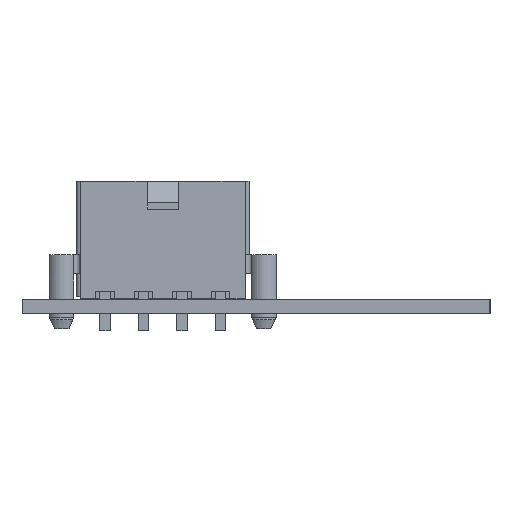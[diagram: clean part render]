
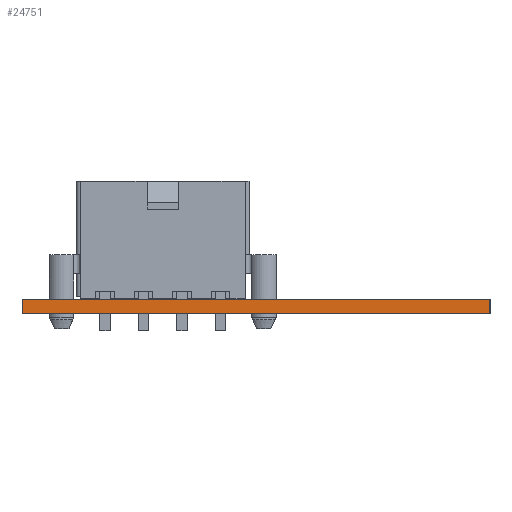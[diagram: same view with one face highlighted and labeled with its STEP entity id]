
A CAD part, left-side view. The second image highlights one B-rep face of the part: STEP entity #24751.
In plain terms, the highlighted planar face has unit normal (-1, 0, 0).
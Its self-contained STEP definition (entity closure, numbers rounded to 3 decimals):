
#20065 = PLANE('',#20066);
#20066 = AXIS2_PLACEMENT_3D('',#20067,#20068,#20069);
#20067 = CARTESIAN_POINT('',(0.,51.,0.));
#20068 = DIRECTION('',(0.,1.,0.));
#20069 = DIRECTION('',(1.,0.,0.));
#20093 = PLANE('',#20094);
#20094 = AXIS2_PLACEMENT_3D('',#20095,#20096,#20097);
#20095 = CARTESIAN_POINT('',(26.89,25.5,1.6));
#20096 = DIRECTION('',(-0.,-0.,-1.));
#20097 = DIRECTION('',(-1.,0.,0.));
#20147 = PLANE('',#20148);
#20148 = AXIS2_PLACEMENT_3D('',#20149,#20150,#20151);
#20149 = CARTESIAN_POINT('',(26.89,25.5,0.));
#20150 = DIRECTION('',(-0.,-0.,-1.));
#20151 = DIRECTION('',(-1.,0.,0.));
#20162 = EDGE_CURVE('',#20163,#20165,#20167,.T.);
#20163 = VERTEX_POINT('',#20164);
#20164 = CARTESIAN_POINT('',(0.,51.,0.));
#20165 = VERTEX_POINT('',#20166);
#20166 = CARTESIAN_POINT('',(0.,51.,1.6));
#20167 = SURFACE_CURVE('',#20168,(#20172,#20179),.PCURVE_S1.);
#20168 = LINE('',#20169,#20170);
#20169 = CARTESIAN_POINT('',(0.,51.,0.));
#20170 = VECTOR('',#20171,1.);
#20171 = DIRECTION('',(0.,0.,1.));
#20172 = PCURVE('',#20065,#20173);
#20173 = DEFINITIONAL_REPRESENTATION('',(#20174),#20178);
#20174 = LINE('',#20175,#20176);
#20175 = CARTESIAN_POINT('',(0.,0.));
#20176 = VECTOR('',#20177,1.);
#20177 = DIRECTION('',(0.,-1.));
#20178 = ( GEOMETRIC_REPRESENTATION_CONTEXT(2) 
PARAMETRIC_REPRESENTATION_CONTEXT() REPRESENTATION_CONTEXT('2D SPACE',''
  ) );
#20179 = PCURVE('',#20180,#20185);
#20180 = PLANE('',#20181);
#20181 = AXIS2_PLACEMENT_3D('',#20182,#20183,#20184);
#20182 = CARTESIAN_POINT('',(0.,0.,0.));
#20183 = DIRECTION('',(-1.,0.,0.));
#20184 = DIRECTION('',(0.,1.,0.));
#20185 = DEFINITIONAL_REPRESENTATION('',(#20186),#20190);
#20186 = LINE('',#20187,#20188);
#20187 = CARTESIAN_POINT('',(51.,0.));
#20188 = VECTOR('',#20189,1.);
#20189 = DIRECTION('',(0.,-1.));
#20190 = ( GEOMETRIC_REPRESENTATION_CONTEXT(2) 
PARAMETRIC_REPRESENTATION_CONTEXT() REPRESENTATION_CONTEXT('2D SPACE',''
  ) );
#20340 = VERTEX_POINT('',#20341);
#20341 = CARTESIAN_POINT('',(0.,-0.,0.));
#20355 = PLANE('',#20356);
#20356 = AXIS2_PLACEMENT_3D('',#20357,#20358,#20359);
#20357 = CARTESIAN_POINT('',(17.78,0.,0.));
#20358 = DIRECTION('',(0.,-1.,0.));
#20359 = DIRECTION('',(-1.,0.,0.));
#20367 = EDGE_CURVE('',#20340,#20163,#20368,.T.);
#20368 = SURFACE_CURVE('',#20369,(#20373,#20380),.PCURVE_S1.);
#20369 = LINE('',#20370,#20371);
#20370 = CARTESIAN_POINT('',(0.,-0.,0.));
#20371 = VECTOR('',#20372,1.);
#20372 = DIRECTION('',(0.,1.,0.));
#20373 = PCURVE('',#20147,#20374);
#20374 = DEFINITIONAL_REPRESENTATION('',(#20375),#20379);
#20375 = LINE('',#20376,#20377);
#20376 = CARTESIAN_POINT('',(26.89,-25.5));
#20377 = VECTOR('',#20378,1.);
#20378 = DIRECTION('',(0.,1.));
#20379 = ( GEOMETRIC_REPRESENTATION_CONTEXT(2) 
PARAMETRIC_REPRESENTATION_CONTEXT() REPRESENTATION_CONTEXT('2D SPACE',''
  ) );
#20380 = PCURVE('',#20180,#20381);
#20381 = DEFINITIONAL_REPRESENTATION('',(#20382),#20386);
#20382 = LINE('',#20383,#20384);
#20383 = CARTESIAN_POINT('',(0.,0.));
#20384 = VECTOR('',#20385,1.);
#20385 = DIRECTION('',(1.,0.));
#20386 = ( GEOMETRIC_REPRESENTATION_CONTEXT(2) 
PARAMETRIC_REPRESENTATION_CONTEXT() REPRESENTATION_CONTEXT('2D SPACE',''
  ) );
#22728 = VERTEX_POINT('',#22729);
#22729 = CARTESIAN_POINT('',(0.,0.,1.6));
#22750 = EDGE_CURVE('',#22728,#20165,#22751,.T.);
#22751 = SURFACE_CURVE('',#22752,(#22756,#22763),.PCURVE_S1.);
#22752 = LINE('',#22753,#22754);
#22753 = CARTESIAN_POINT('',(0.,0.,1.6));
#22754 = VECTOR('',#22755,1.);
#22755 = DIRECTION('',(0.,1.,0.));
#22756 = PCURVE('',#20093,#22757);
#22757 = DEFINITIONAL_REPRESENTATION('',(#22758),#22762);
#22758 = LINE('',#22759,#22760);
#22759 = CARTESIAN_POINT('',(26.89,-25.5));
#22760 = VECTOR('',#22761,1.);
#22761 = DIRECTION('',(0.,1.));
#22762 = ( GEOMETRIC_REPRESENTATION_CONTEXT(2) 
PARAMETRIC_REPRESENTATION_CONTEXT() REPRESENTATION_CONTEXT('2D SPACE',''
  ) );
#22763 = PCURVE('',#20180,#22764);
#22764 = DEFINITIONAL_REPRESENTATION('',(#22765),#22769);
#22765 = LINE('',#22766,#22767);
#22766 = CARTESIAN_POINT('',(0.,-1.6));
#22767 = VECTOR('',#22768,1.);
#22768 = DIRECTION('',(1.,0.));
#22769 = ( GEOMETRIC_REPRESENTATION_CONTEXT(2) 
PARAMETRIC_REPRESENTATION_CONTEXT() REPRESENTATION_CONTEXT('2D SPACE',''
  ) );
#24751 = ADVANCED_FACE('',(#24752),#20180,.T.);
#24752 = FACE_BOUND('',#24753,.T.);
#24753 = EDGE_LOOP('',(#24754,#24775,#24776,#24777));
#24754 = ORIENTED_EDGE('',*,*,#24755,.T.);
#24755 = EDGE_CURVE('',#20340,#22728,#24756,.T.);
#24756 = SURFACE_CURVE('',#24757,(#24761,#24768),.PCURVE_S1.);
#24757 = LINE('',#24758,#24759);
#24758 = CARTESIAN_POINT('',(0.,-0.,0.));
#24759 = VECTOR('',#24760,1.);
#24760 = DIRECTION('',(0.,0.,1.));
#24761 = PCURVE('',#20180,#24762);
#24762 = DEFINITIONAL_REPRESENTATION('',(#24763),#24767);
#24763 = LINE('',#24764,#24765);
#24764 = CARTESIAN_POINT('',(0.,0.));
#24765 = VECTOR('',#24766,1.);
#24766 = DIRECTION('',(0.,-1.));
#24767 = ( GEOMETRIC_REPRESENTATION_CONTEXT(2) 
PARAMETRIC_REPRESENTATION_CONTEXT() REPRESENTATION_CONTEXT('2D SPACE',''
  ) );
#24768 = PCURVE('',#20355,#24769);
#24769 = DEFINITIONAL_REPRESENTATION('',(#24770),#24774);
#24770 = LINE('',#24771,#24772);
#24771 = CARTESIAN_POINT('',(17.78,0.));
#24772 = VECTOR('',#24773,1.);
#24773 = DIRECTION('',(0.,-1.));
#24774 = ( GEOMETRIC_REPRESENTATION_CONTEXT(2) 
PARAMETRIC_REPRESENTATION_CONTEXT() REPRESENTATION_CONTEXT('2D SPACE',''
  ) );
#24775 = ORIENTED_EDGE('',*,*,#22750,.T.);
#24776 = ORIENTED_EDGE('',*,*,#20162,.F.);
#24777 = ORIENTED_EDGE('',*,*,#20367,.F.);
